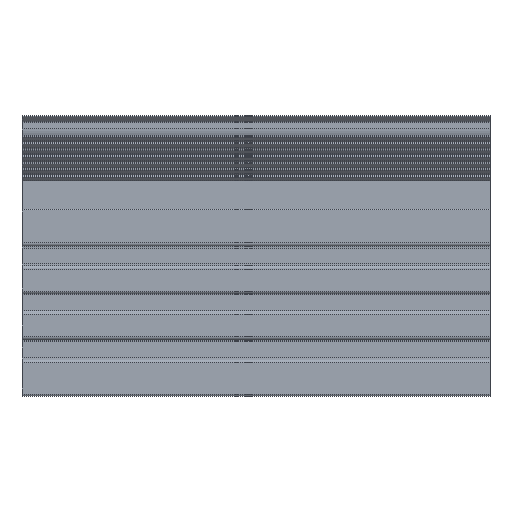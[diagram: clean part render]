
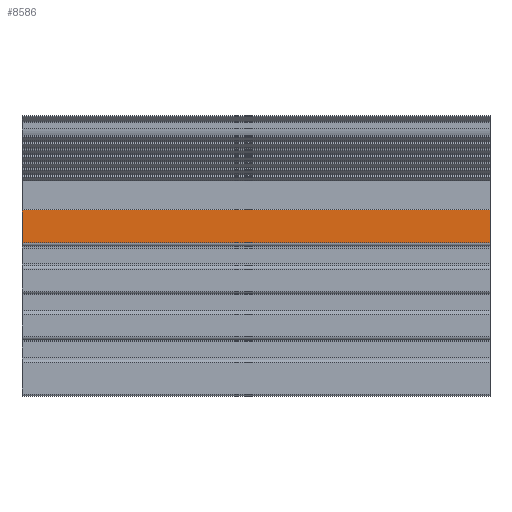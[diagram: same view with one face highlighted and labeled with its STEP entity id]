
A CAD part, left-side view. The second image highlights one B-rep face of the part: STEP entity #8586.
In plain terms, the highlighted planar face has unit normal (-1, 0, 0).
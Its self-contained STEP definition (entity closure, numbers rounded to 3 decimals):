
#102=PLANE('',#9194);
#380=FACE_OUTER_BOUND('',#826,.T.);
#826=EDGE_LOOP('',(#6107,#6108,#6109,#6110));
#1431=LINE('',#13440,#2265);
#1432=LINE('',#13444,#2266);
#1433=LINE('',#13446,#2267);
#1434=LINE('',#13447,#2268);
#2265=VECTOR('',#10717,200.);
#2266=VECTOR('',#10722,14.078);
#2267=VECTOR('',#10723,200.);
#2268=VECTOR('',#10724,14.078);
#3621=VERTEX_POINT('',#13437);
#3622=VERTEX_POINT('',#13439);
#3623=VERTEX_POINT('',#13443);
#3624=VERTEX_POINT('',#13445);
#4642=EDGE_CURVE('',#3621,#3622,#1431,.T.);
#4644=EDGE_CURVE('',#3621,#3623,#1432,.T.);
#4645=EDGE_CURVE('',#3623,#3624,#1433,.T.);
#4646=EDGE_CURVE('',#3622,#3624,#1434,.T.);
#6107=ORIENTED_EDGE('',*,*,#4644,.T.);
#6108=ORIENTED_EDGE('',*,*,#4645,.T.);
#6109=ORIENTED_EDGE('',*,*,#4646,.F.);
#6110=ORIENTED_EDGE('',*,*,#4642,.F.);
#8586=ADVANCED_FACE('',(#380),#102,.T.);
#9194=AXIS2_PLACEMENT_3D('',#13442,#10720,#10721);
#10717=DIRECTION('',(0.,-1.,0.));
#10720=DIRECTION('center_axis',(-1.,0.,0.));
#10721=DIRECTION('ref_axis',(0.,0.,1.));
#10722=DIRECTION('',(0.,0.,-1.));
#10723=DIRECTION('',(0.,-1.,0.));
#10724=DIRECTION('',(0.,0.,-1.));
#13437=CARTESIAN_POINT('',(-60.,200.,19.678));
#13439=CARTESIAN_POINT('',(-60.,0.,19.678));
#13440=CARTESIAN_POINT('',(-60.,0.,19.678));
#13442=CARTESIAN_POINT('Origin',(-60.,0.,5.6));
#13443=CARTESIAN_POINT('',(-60.,200.,5.6));
#13444=CARTESIAN_POINT('',(-60.,200.,2.8));
#13445=CARTESIAN_POINT('',(-60.,0.,5.6));
#13446=CARTESIAN_POINT('',(-60.,0.,5.6));
#13447=CARTESIAN_POINT('',(-60.,0.,2.8));
